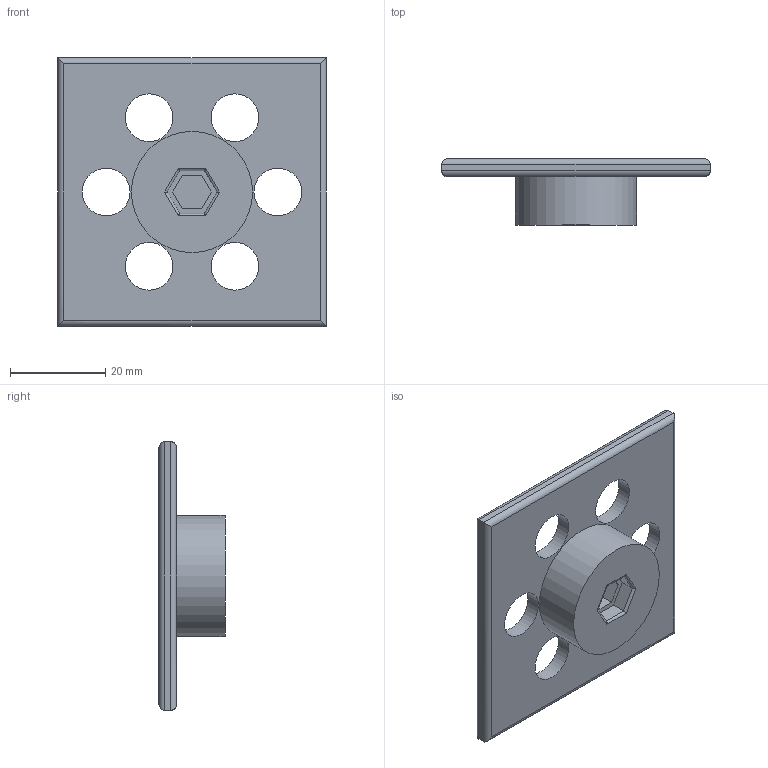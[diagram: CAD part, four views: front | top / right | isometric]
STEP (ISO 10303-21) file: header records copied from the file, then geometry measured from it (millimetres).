
FILE_DESCRIPTION(/* description */ (''),/* implementation_level */ '2;1');
FILE_NAME(/* name */ 'Tensile_test_OV-PAM_n_4_top.stp',/* time_stamp */ '2023-10-19T11:07:09+09:00',/* author */ ('jsw'),/* organization */ (''),/* preprocessor_version */ 'ST-DEVELOPER v19.2',/* originating_system */ 'Autodesk Inventor 2024',/* authorisation */ '');
FILE_SCHEMA (('AUTOMOTIVE_DESIGN { 1 0 10303 214 3 1 1 }'));
Length unit declared in the file: millimetre
Products named in the file (1): OV-PAM_n_4_bottom
Bounding box: 56.29 x 13.86 x 56.29 mm (x, y, z)
Volume: 12728.6 mm3; surface area: 8070.4 mm2
Topology: 1 solids, 1 shells, 52 faces, 121 edges, 76 vertices
Faces by surface type: plane 31, cylinder 21
Full cylindrical faces by diameter (mm): 10 x6, 25.4 x1
Entity records: 1528 total; most frequent: DIRECTION 255, CARTESIAN_POINT 250, ORIENTED_EDGE 242, EDGE_CURVE 121, LINE 93, VECTOR 93, AXIS2_PLACEMENT_3D 81, VERTEX_POINT 76
